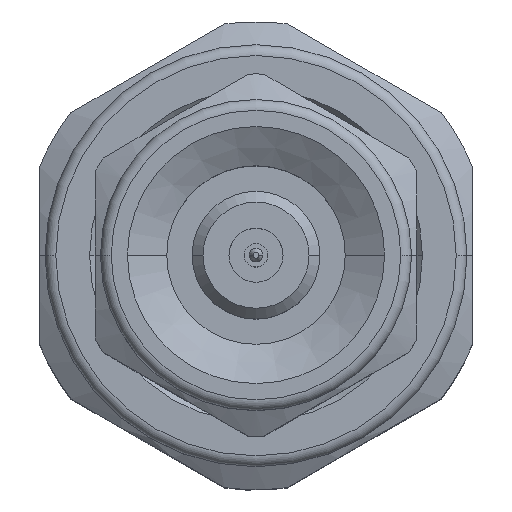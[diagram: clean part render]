
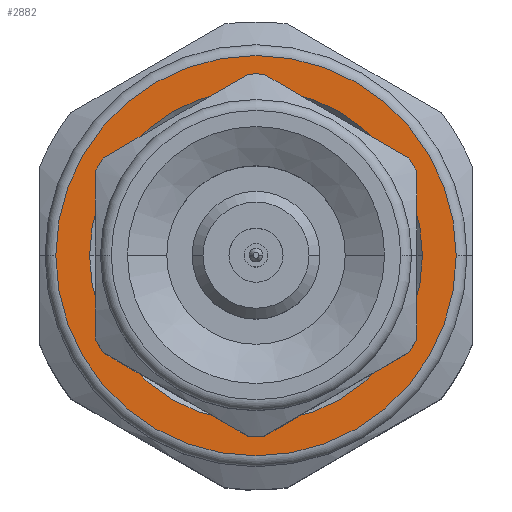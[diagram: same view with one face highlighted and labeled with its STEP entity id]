
A CAD part, top view. The second image highlights one B-rep face of the part: STEP entity #2882.
In plain terms, the highlighted face is planar.
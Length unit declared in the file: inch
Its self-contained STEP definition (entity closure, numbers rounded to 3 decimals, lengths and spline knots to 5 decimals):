
#185 = VERTEX_POINT ( 'NONE', #4695 ) ;
#271 = PLANE ( 'NONE',  #3856 ) ;
#495 = VERTEX_POINT ( 'NONE', #1213 ) ;
#535 = CIRCLE ( 'NONE', #4281, 0.12106 ) ;
#631 = DIRECTION ( 'NONE',  ( 1., 0., 0. ) ) ;
#641 = AXIS2_PLACEMENT_3D ( 'NONE', #4842, #5283, #4078 ) ;
#867 = EDGE_LOOP ( 'NONE', ( #3921, #5225 ) ) ;
#1213 = CARTESIAN_POINT ( 'NONE',  ( -0.12106, 0., 0. ) ) ;
#1285 = DIRECTION ( 'NONE',  ( 1., 0., 0. ) ) ;
#1341 = VERTEX_POINT ( 'NONE', #2621 ) ;
#1671 = ORIENTED_EDGE ( 'NONE', *, *, #4895, .T. ) ;
#1884 = FACE_BOUND ( 'NONE', #867, .T. ) ;
#2056 = CIRCLE ( 'NONE', #4497, 0.14567 ) ;
#2169 = CARTESIAN_POINT ( 'NONE',  ( 0., 0., 0. ) ) ;
#2349 = CARTESIAN_POINT ( 'NONE',  ( 0.12106, 0., 0. ) ) ;
#2423 = EDGE_CURVE ( 'NONE', #1341, #185, #2056, .T. ) ;
#2538 = VERTEX_POINT ( 'NONE', #2349 ) ;
#2621 = CARTESIAN_POINT ( 'NONE',  ( 0.14567, 0., 0. ) ) ;
#2711 = DIRECTION ( 'NONE',  ( 0., 0., -1. ) ) ;
#2761 = CARTESIAN_POINT ( 'NONE',  ( 0., 0., 0. ) ) ;
#2882 = ADVANCED_FACE ( 'NONE', ( #4037, #1884 ), #271, .F. ) ;
#3228 = DIRECTION ( 'NONE',  ( 0., 0., 1. ) ) ;
#3287 = DIRECTION ( 'NONE',  ( 0., 0., 1. ) ) ;
#3367 = CARTESIAN_POINT ( 'NONE',  ( 0., 0., 0. ) ) ;
#3533 = CARTESIAN_POINT ( 'NONE',  ( 0., 0., 0. ) ) ;
#3785 = AXIS2_PLACEMENT_3D ( 'NONE', #3367, #3287, #1285 ) ;
#3840 = DIRECTION ( 'NONE',  ( 1., 0., 0. ) ) ;
#3856 = AXIS2_PLACEMENT_3D ( 'NONE', #2761, #3228, #4391 ) ;
#3878 = EDGE_CURVE ( 'NONE', #495, #2538, #535, .T. ) ;
#3921 = ORIENTED_EDGE ( 'NONE', *, *, #3878, .T. ) ;
#3935 = EDGE_LOOP ( 'NONE', ( #5147, #1671 ) ) ;
#4037 = FACE_OUTER_BOUND ( 'NONE', #3935, .T. ) ;
#4049 = CIRCLE ( 'NONE', #641, 0.14567 ) ;
#4078 = DIRECTION ( 'NONE',  ( 1., 0., 0. ) ) ;
#4212 = CIRCLE ( 'NONE', #3785, 0.12106 ) ;
#4269 = DIRECTION ( 'NONE',  ( 0., 0., 1. ) ) ;
#4281 = AXIS2_PLACEMENT_3D ( 'NONE', #2169, #4269, #3840 ) ;
#4391 = DIRECTION ( 'NONE',  ( 1., 0., 0. ) ) ;
#4497 = AXIS2_PLACEMENT_3D ( 'NONE', #3533, #2711, #631 ) ;
#4695 = CARTESIAN_POINT ( 'NONE',  ( -0.14567, 0., 0. ) ) ;
#4842 = CARTESIAN_POINT ( 'NONE',  ( 0., 0., 0. ) ) ;
#4895 = EDGE_CURVE ( 'NONE', #185, #1341, #4049, .T. ) ;
#4997 = EDGE_CURVE ( 'NONE', #2538, #495, #4212, .T. ) ;
#5147 = ORIENTED_EDGE ( 'NONE', *, *, #2423, .T. ) ;
#5225 = ORIENTED_EDGE ( 'NONE', *, *, #4997, .T. ) ;
#5283 = DIRECTION ( 'NONE',  ( 0., 0., -1. ) ) ;
